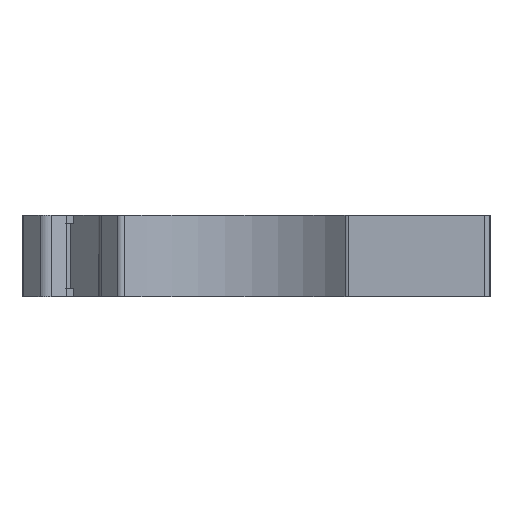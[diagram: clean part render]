
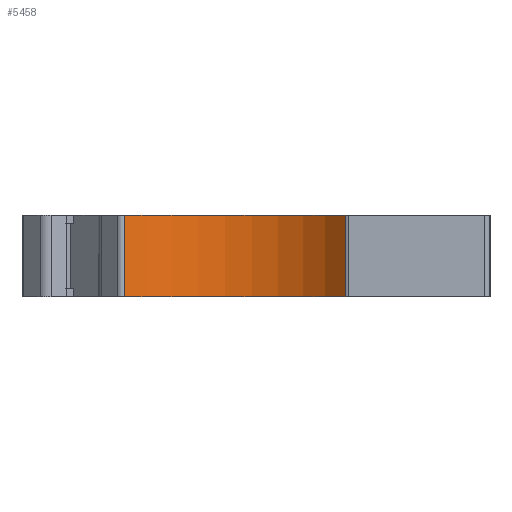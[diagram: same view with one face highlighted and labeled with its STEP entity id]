
A CAD part, left-side view. The second image highlights one B-rep face of the part: STEP entity #5458.
In plain terms, the highlighted cylindrical face has radius 16 mm (diameter 32 mm), a partial arc.
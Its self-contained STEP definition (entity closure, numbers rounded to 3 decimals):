
#768=CARTESIAN_POINT('',(-38.7,19.6,4.));
#769=DIRECTION('',(0.,0.,1.));
#770=DIRECTION('',(0.679,-0.734,0.));
#771=AXIS2_PLACEMENT_3D('',#768,#769,#770);
#773=CARTESIAN_POINT('',(-38.7,19.6,4.));
#774=DIRECTION('',(0.,0.,1.));
#775=DIRECTION('',(1.,0.,0.));
#776=AXIS2_PLACEMENT_3D('',#773,#774,#775);
#1098=CARTESIAN_POINT('',(-38.7,19.6,-4.));
#1099=DIRECTION('',(0.,0.,-1.));
#1100=DIRECTION('',(0.784,0.62,0.));
#1101=AXIS2_PLACEMENT_3D('',#1098,#1099,#1100);
#1103=CARTESIAN_POINT('',(-38.7,19.6,-4.));
#1104=DIRECTION('',(0.,0.,-1.));
#1105=DIRECTION('',(1.,0.,0.));
#1106=AXIS2_PLACEMENT_3D('',#1103,#1104,#1105);
#1294=DIRECTION('',(0.,0.,-1.));
#1295=VECTOR('',#1294,8.);
#1296=CARTESIAN_POINT('',(-27.839,7.851,4.));
#1297=LINE('',#1296,#1295);
#1298=DIRECTION('',(0.,0.,-1.));
#1299=VECTOR('',#1298,8.);
#1300=CARTESIAN_POINT('',(-26.15,29.525,4.));
#1301=LINE('',#1300,#1299);
#3078=CARTESIAN_POINT('',(-27.839,7.851,4.));
#3079=VERTEX_POINT('',#3078);
#3080=CARTESIAN_POINT('',(-22.7,19.6,4.));
#3081=VERTEX_POINT('',#3080);
#3082=CARTESIAN_POINT('',(-26.15,29.525,4.));
#3083=VERTEX_POINT('',#3082);
#3296=CARTESIAN_POINT('',(-26.15,29.525,-4.));
#3297=VERTEX_POINT('',#3296);
#3298=CARTESIAN_POINT('',(-22.7,19.6,-4.));
#3299=VERTEX_POINT('',#3298);
#3300=CARTESIAN_POINT('',(-27.839,7.851,-4.));
#3301=VERTEX_POINT('',#3300);
#5444=CARTESIAN_POINT('',(-38.7,19.6,-4.16));
#5445=DIRECTION('',(0.,0.,1.));
#5446=DIRECTION('',(1.,0.,0.));
#5447=AXIS2_PLACEMENT_3D('',#5444,#5445,#5446);
#5448=CYLINDRICAL_SURFACE('',#5447,16.);
#5449=ORIENTED_EDGE('',*,*,#5205,.F.);
#5450=ORIENTED_EDGE('',*,*,#5203,.F.);
#5452=ORIENTED_EDGE('',*,*,#5451,.F.);
#5453=ORIENTED_EDGE('',*,*,#4908,.F.);
#5454=ORIENTED_EDGE('',*,*,#4906,.F.);
#5455=ORIENTED_EDGE('',*,*,#5437,.T.);
#5456=EDGE_LOOP('',(#5449,#5450,#5452,#5453,#5454,#5455));
#5457=FACE_OUTER_BOUND('',#5456,.F.);
#772=CIRCLE('',#771,16.);
#777=CIRCLE('',#776,16.);
#1102=CIRCLE('',#1101,16.);
#1107=CIRCLE('',#1106,16.);
#4906=EDGE_CURVE('',#3079,#3081,#772,.T.);
#4908=EDGE_CURVE('',#3081,#3083,#777,.T.);
#5203=EDGE_CURVE('',#3297,#3299,#1102,.T.);
#5205=EDGE_CURVE('',#3299,#3301,#1107,.T.);
#5437=EDGE_CURVE('',#3079,#3301,#1297,.T.);
#5451=EDGE_CURVE('',#3083,#3297,#1301,.T.);
#5458=ADVANCED_FACE('',(#5457),#5448,.F.);
